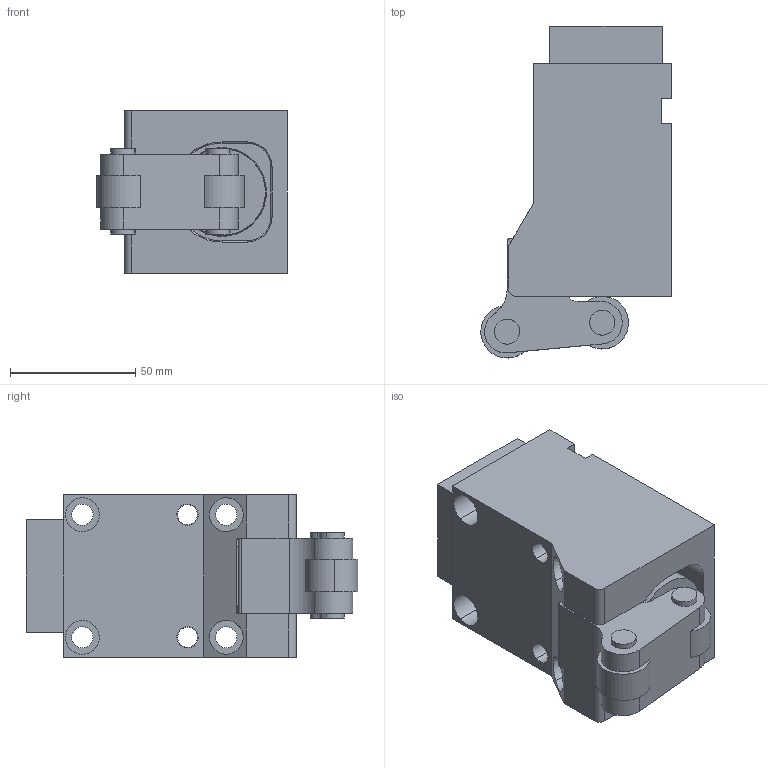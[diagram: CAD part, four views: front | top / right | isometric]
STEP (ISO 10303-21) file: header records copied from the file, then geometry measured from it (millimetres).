
FILE_DESCRIPTION(('CATIA V5 STEP Exchange'),'2;1');
FILE_NAME('CPUS-01500-15.stp','2015-09-08T13:22:56+00:00',('none'),('none'),'CATIA Version 5 Release 20 GA (IN-10)','CATIA V5 STEP AP203','none');
FILE_SCHEMA(('CONFIG_CONTROL_DESIGN'));
Length unit declared in the file: millimetre
Products named in the file (1): CPUS-01500-15
Bounding box: 75.98 x 132.59 x 65 mm (x, y, z)
Volume: 364155.5 mm3; surface area: 84729.9 mm2
Topology: 3 solids, 9 shells, 186 faces, 470 edges, 313 vertices
Faces by surface type: cylinder 104, plane 68, torus 10, cone 4
Entity records: 5333 total; most frequent: CARTESIAN_POINT 1093, ORIENTED_EDGE 932, DIRECTION 681, EDGE_CURVE 466, AXIS2_PLACEMENT_3D 352, VERTEX_POINT 313, CIRCLE 232, EDGE_LOOP 225
